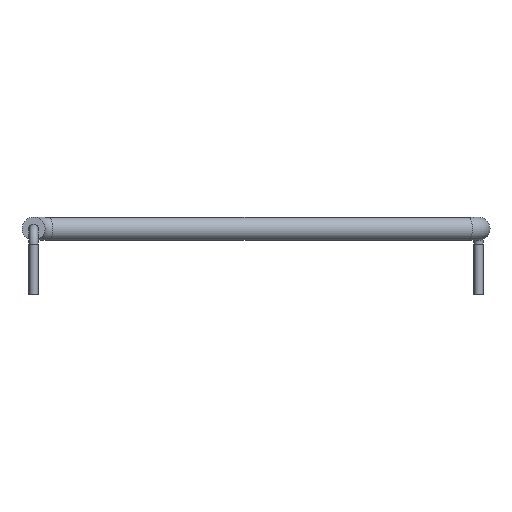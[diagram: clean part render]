
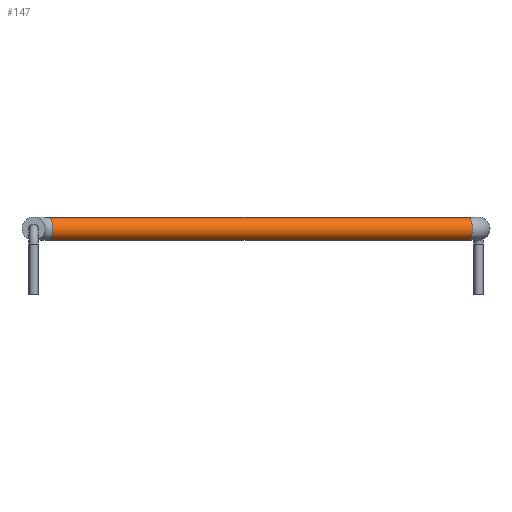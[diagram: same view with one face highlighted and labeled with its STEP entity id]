
A CAD part, left-side view. The second image highlights one B-rep face of the part: STEP entity #147.
In plain terms, the highlighted cylindrical face has radius 0.75 mm (diameter 1.5 mm), a full revolution.
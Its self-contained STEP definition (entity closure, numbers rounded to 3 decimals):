
#100 = VERTEX_POINT('',#101);
#101 = CARTESIAN_POINT('',(28.581,-28.086,1.3));
#110 = EDGE_CURVE('',#100,#100,#111,.T.);
#111 = CIRCLE('',#112,0.75);
#112 = AXIS2_PLACEMENT_3D('',#113,#114,#115);
#113 = CARTESIAN_POINT('',(27.876,-28.342,1.3));
#114 = DIRECTION('',(0.342,-0.94,0.));
#115 = DIRECTION('',(0.94,0.342,0.));
#147 = ADVANCED_FACE('',(#148),#167,.T.);
#148 = FACE_BOUND('',#149,.T.);
#149 = EDGE_LOOP('',(#150,#158,#159,#160));
#150 = ORIENTED_EDGE('',*,*,#151,.T.);
#151 = EDGE_CURVE('',#152,#100,#154,.T.);
#152 = VERTEX_POINT('',#153);
#153 = CARTESIAN_POINT('',(18.624,-0.73,1.3));
#154 = LINE('',#155,#156);
#155 = CARTESIAN_POINT('',(18.624,-0.73,1.3));
#156 = VECTOR('',#157,1.);
#157 = DIRECTION('',(0.342,-0.94,0.));
#158 = ORIENTED_EDGE('',*,*,#110,.F.);
#159 = ORIENTED_EDGE('',*,*,#151,.F.);
#160 = ORIENTED_EDGE('',*,*,#161,.F.);
#161 = EDGE_CURVE('',#152,#152,#162,.T.);
#162 = CIRCLE('',#163,0.75);
#163 = AXIS2_PLACEMENT_3D('',#164,#165,#166);
#164 = CARTESIAN_POINT('',(17.92,-0.987,1.3));
#165 = DIRECTION('',(-0.342,0.94,0.));
#166 = DIRECTION('',(0.94,0.342,0.));
#167 = CYLINDRICAL_SURFACE('',#168,0.75);
#168 = AXIS2_PLACEMENT_3D('',#169,#170,#171);
#169 = CARTESIAN_POINT('',(17.92,-0.987,1.3));
#170 = DIRECTION('',(0.342,-0.94,0.));
#171 = DIRECTION('',(0.94,0.342,0.));
